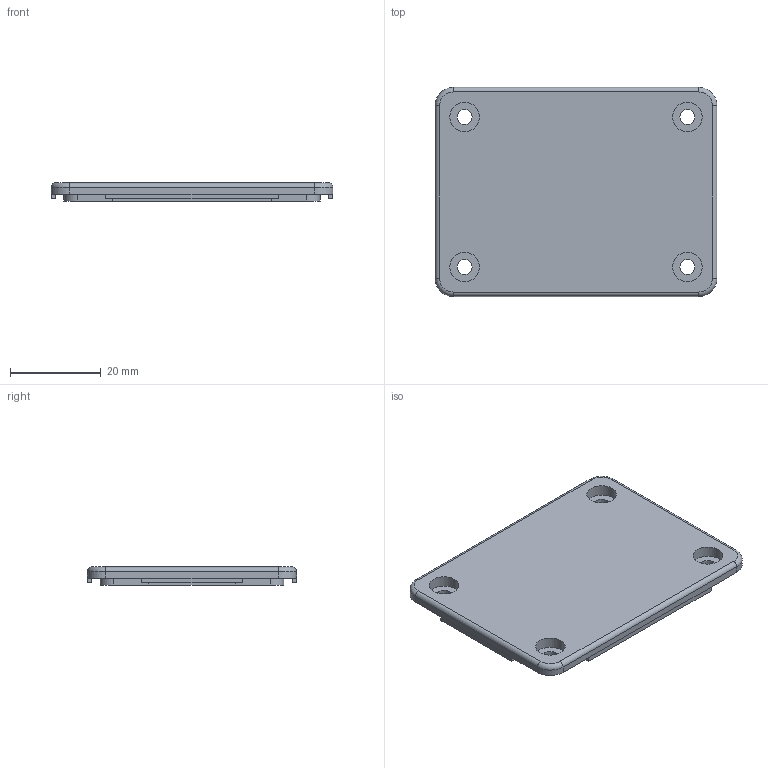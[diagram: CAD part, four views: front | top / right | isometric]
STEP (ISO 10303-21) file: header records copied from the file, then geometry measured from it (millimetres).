
FILE_DESCRIPTION(('FreeCAD Model'),'2;1');
FILE_NAME('Open CASCADE Shape Model','2025-10-08T22:00:15',('Author'),( ''),'Open CASCADE STEP processor 7.6','FreeCAD','Unknown');
FILE_SCHEMA(('AUTOMOTIVE_DESIGN { 1 0 10303 214 1 1 1 1 }'));
Length unit declared in the file: millimetre
Products named in the file (1): Pocket001
Bounding box: 62 x 46 x 4 mm (x, y, z)
Volume: 8171.8 mm3; surface area: 7170.8 mm2
Topology: 1 solids, 1 shells, 103 faces, 256 edges, 160 vertices
Faces by surface type: plane 75, cylinder 24, torus 4
Full cylindrical faces by diameter (mm): 3.3 x4, 6.5 x4
Entity records: 3046 total; most frequent: CARTESIAN_POINT 520, DIRECTION 516, ORIENTED_EDGE 512, EDGE_CURVE 256, LINE 204, VECTOR 204, VERTEX_POINT 160, AXIS2_PLACEMENT_3D 156
